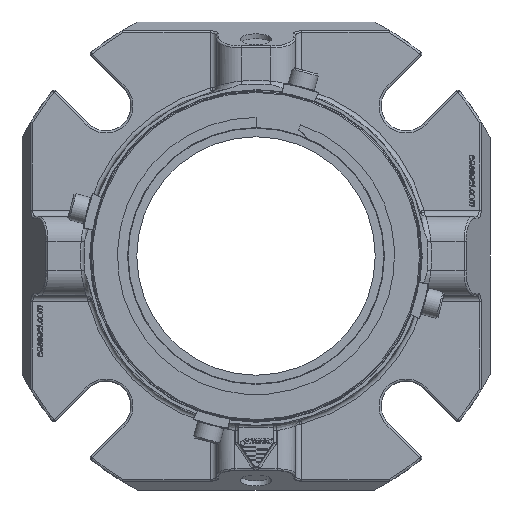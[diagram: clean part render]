
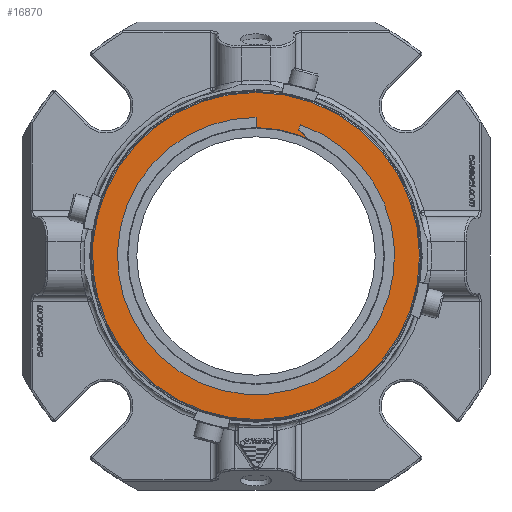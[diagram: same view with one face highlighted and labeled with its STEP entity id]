
A CAD part, left-side view. The second image highlights one B-rep face of the part: STEP entity #16870.
In plain terms, the highlighted planar face has unit normal (-1, 0, 0).
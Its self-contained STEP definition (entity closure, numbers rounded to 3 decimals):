
#2015=LINE('',#34435,#3087);
#2019=LINE('',#34447,#3091);
#3087=VECTOR('',#22244,1000.);
#3091=VECTOR('',#22258,1000.);
#3424=PLANE('',#18371);
#7833=ORIENTED_EDGE('',*,*,#10739,.F.);
#7834=ORIENTED_EDGE('',*,*,#10737,.F.);
#7835=ORIENTED_EDGE('',*,*,#10735,.T.);
#7836=ORIENTED_EDGE('',*,*,#10733,.F.);
#7837=ORIENTED_EDGE('',*,*,#10730,.T.);
#7838=ORIENTED_EDGE('',*,*,#10756,.T.);
#10730=EDGE_CURVE('',#12461,#12462,#13331,.F.);
#10733=EDGE_CURVE('',#12461,#12463,#2015,.T.);
#10735=EDGE_CURVE('',#12464,#12463,#13332,.T.);
#10737=EDGE_CURVE('',#12464,#12465,#13333,.T.);
#10739=EDGE_CURVE('',#12465,#12462,#2019,.T.);
#10756=EDGE_CURVE('',#12476,#12476,#13344,.T.);
#12461=VERTEX_POINT('',#34430);
#12462=VERTEX_POINT('',#34431);
#12463=VERTEX_POINT('',#34436);
#12464=VERTEX_POINT('',#34440);
#12465=VERTEX_POINT('',#34444);
#12476=VERTEX_POINT('',#34525);
#13331=CIRCLE('',#18341,66.827);
#13332=CIRCLE('',#18344,9.525);
#13333=CIRCLE('',#18346,61.112);
#13344=CIRCLE('',#18372,78.867);
#14393=EDGE_LOOP('',(#7833,#7834,#7835,#7836,#7837));
#14394=EDGE_LOOP('',(#7838));
#15503=FACE_BOUND('',#14393,.T.);
#15504=FACE_BOUND('',#14394,.T.);
#16870=ADVANCED_FACE('',(#15503,#15504),#3424,.T.);
#18341=AXIS2_PLACEMENT_3D('',#34429,#22238,#22239);
#18344=AXIS2_PLACEMENT_3D('',#34439,#22248,#22249);
#18346=AXIS2_PLACEMENT_3D('',#34443,#22253,#22254);
#18371=AXIS2_PLACEMENT_3D('',#34523,#22305,#22306);
#18372=AXIS2_PLACEMENT_3D('',#34524,#22307,#22308);
#22238=DIRECTION('',(-1.,0.,0.));
#22239=DIRECTION('',(0.,0.,1.));
#22244=DIRECTION('',(0.,0.423,-0.906));
#22248=DIRECTION('',(-1.,0.,0.));
#22249=DIRECTION('',(0.,0.,1.));
#22253=DIRECTION('',(-1.,0.,0.));
#22254=DIRECTION('',(0.,0.,1.));
#22258=DIRECTION('',(0.,0.,1.));
#22305=DIRECTION('',(-1.,0.,0.));
#22306=DIRECTION('',(0.,0.,1.));
#22307=DIRECTION('',(-1.,0.,0.));
#22308=DIRECTION('',(0.,0.,1.));
#34429=CARTESIAN_POINT('',(-103.505,0.,0.));
#34430=CARTESIAN_POINT('',(-103.505,-21.481,63.281));
#34431=CARTESIAN_POINT('',(-103.505,0.,66.827));
#34435=CARTESIAN_POINT('',(-103.505,-21.481,63.281));
#34436=CARTESIAN_POINT('',(-103.505,-20.266,60.674));
#34439=CARTESIAN_POINT('',(-103.505,-16.24,52.042));
#34440=CARTESIAN_POINT('',(-103.505,-25.009,55.761));
#34443=CARTESIAN_POINT('',(-103.505,0.,0.));
#34444=CARTESIAN_POINT('',(-103.505,0.,61.112));
#34447=CARTESIAN_POINT('',(-103.505,0.,61.112));
#34523=CARTESIAN_POINT('',(-103.505,0.,-79.375));
#34524=CARTESIAN_POINT('',(-103.505,0.,0.));
#34525=CARTESIAN_POINT('',(-103.505,0.,78.867));
